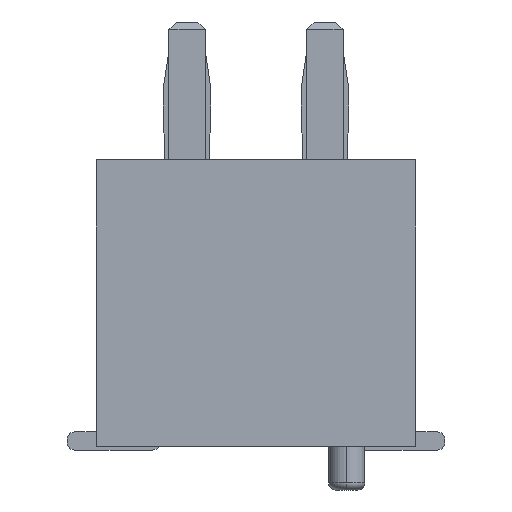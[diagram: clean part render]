
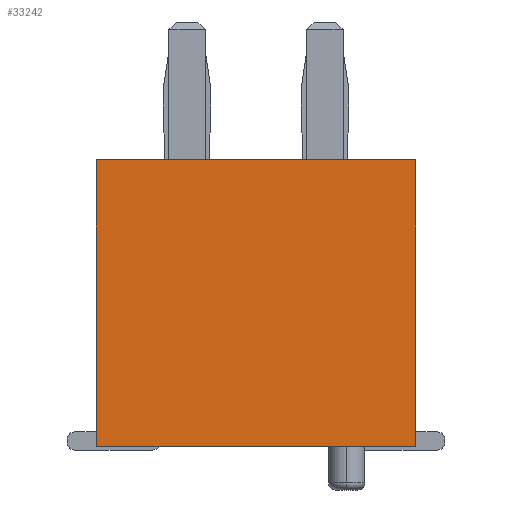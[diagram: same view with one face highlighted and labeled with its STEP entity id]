
A CAD part, left-side view. The second image highlights one B-rep face of the part: STEP entity #33242.
In plain terms, the highlighted planar face has unit normal (-1, 0, 0).
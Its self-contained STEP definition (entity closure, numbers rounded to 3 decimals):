
#240=DIRECTION('',(0.,-1.,0.));
#241=VECTOR('',#240,4.4);
#242=CARTESIAN_POINT('',(-6.35,2.2,0.));
#243=LINE('',#242,#241);
#3366=DIRECTION('',(0.,0.,1.));
#3367=VECTOR('',#3366,3.95);
#3368=CARTESIAN_POINT('',(-6.35,-2.2,0.));
#3369=LINE('',#3368,#3367);
#3786=DIRECTION('',(0.,0.,1.));
#3787=VECTOR('',#3786,3.95);
#3788=CARTESIAN_POINT('',(-6.35,2.2,0.));
#3789=LINE('',#3788,#3787);
#3793=DIRECTION('',(0.,-1.,0.));
#3794=VECTOR('',#3793,4.4);
#3795=CARTESIAN_POINT('',(-6.35,2.2,3.95));
#3796=LINE('',#3795,#3794);
#26875=CARTESIAN_POINT('',(-6.35,2.2,0.));
#26876=CARTESIAN_POINT('',(-6.35,-2.2,0.));
#26877=VERTEX_POINT('',#26875);
#26878=VERTEX_POINT('',#26876);
#26883=CARTESIAN_POINT('',(-6.35,2.2,3.95));
#26884=CARTESIAN_POINT('',(-6.35,-2.2,3.95));
#26885=VERTEX_POINT('',#26883);
#26886=VERTEX_POINT('',#26884);
#33230=CARTESIAN_POINT('',(-6.35,2.2,0.));
#33231=DIRECTION('',(-1.,0.,0.));
#33232=DIRECTION('',(0.,-1.,0.));
#33233=AXIS2_PLACEMENT_3D('',#33230,#33231,#33232);
#33234=PLANE('',#33233);
#33235=ORIENTED_EDGE('',*,*,#31596,.F.);
#33236=ORIENTED_EDGE('',*,*,#32554,.T.);
#33238=ORIENTED_EDGE('',*,*,#33237,.T.);
#33239=ORIENTED_EDGE('',*,*,#33087,.F.);
#33240=EDGE_LOOP('',(#33235,#33236,#33238,#33239));
#33241=FACE_OUTER_BOUND('',#33240,.F.);
#31596=EDGE_CURVE('',#26877,#26878,#243,.T.);
#32554=EDGE_CURVE('',#26877,#26885,#3789,.T.);
#33087=EDGE_CURVE('',#26878,#26886,#3369,.T.);
#33237=EDGE_CURVE('',#26885,#26886,#3796,.T.);
#33242=ADVANCED_FACE('',(#33241),#33234,.T.);
